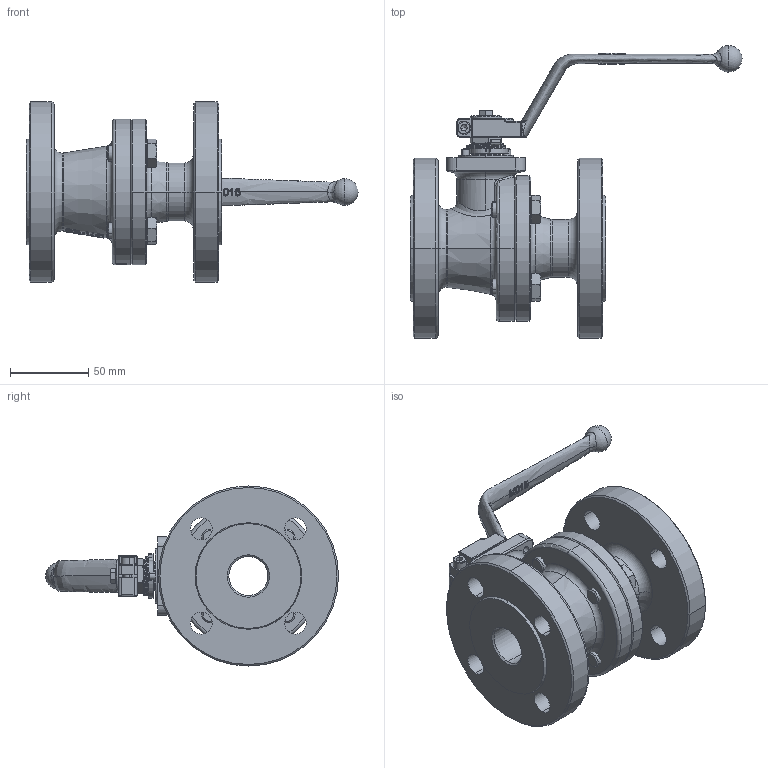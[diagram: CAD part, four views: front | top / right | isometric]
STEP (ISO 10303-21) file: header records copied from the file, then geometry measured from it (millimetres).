
FILE_DESCRIPTION (( 'STEP AP203' ), '1' );
FILE_NAME ('Fig.540 DN-025 TYPE B + WRENCH.STEP', '2021-03-08T13:36:56', ( '' ), ( '' ), 'SwSTEP 2.0', 'SolidWorks 2020', '' );
FILE_SCHEMA (( 'CONFIG_CONTROL_DESIGN' ));
Length unit declared in the file: millimetre
Products named in the file (1): Fig.540 DN-025 TYPE B + WRENCH
Bounding box: 212 x 187.05 x 115 mm (x, y, z)
Volume: 577152.1 mm3; surface area: 139115.5 mm2
Topology: 20 solids, 20 shells, 892 faces, 2170 edges, 1330 vertices
Faces by surface type: plane 294, cylinder 222, cone 153, bspline 142, torus 65, sphere 16
Entity records: 43177 total; most frequent: CARTESIAN_POINT 23166, ORIENTED_EDGE 4286, DIRECTION 3927, EDGE_CURVE 2143, AXIS2_PLACEMENT_3D 1587, VERTEX_POINT 1327, EDGE_LOOP 994, FACE_OUTER_BOUND 892
